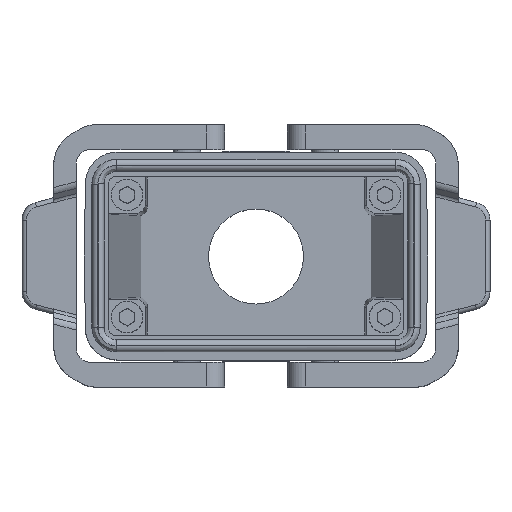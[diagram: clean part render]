
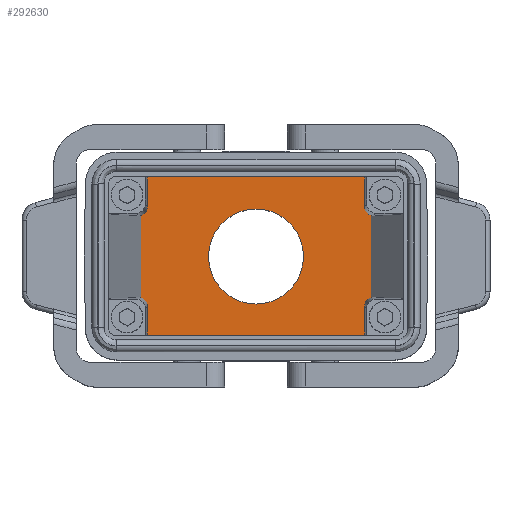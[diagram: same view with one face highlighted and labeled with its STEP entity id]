
A CAD part, top view. The second image highlights one B-rep face of the part: STEP entity #292630.
In plain terms, the highlighted face is planar.
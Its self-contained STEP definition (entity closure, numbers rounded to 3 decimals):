
#19650=CARTESIAN_POINT('',(-52.704,-90.1,
-79.097));
#19660=VERTEX_POINT('',#19650);
#19820=CARTESIAN_POINT('',(-51.269,-90.1,-81.016
));
#19830=VERTEX_POINT('',#19820);
#19860=CARTESIAN_POINT('',(-53.269,-90.1,
-81.016));
#19870=DIRECTION('',(0.,-1.,0.));
#19880=DIRECTION('',(-0.707,0.,
-0.707));
#19890=AXIS2_PLACEMENT_3D('',#19860,#19870,#19880);
#19900=ELLIPSE('',#19890,2.,2.);
#19910=EDGE_CURVE('',#19830,#19660,#19900,.T.);
#20120=CARTESIAN_POINT('',(-3.238,-90.1,
-87.596));
#20130=VERTEX_POINT('',#20120);
#20300=CARTESIAN_POINT('',(-3.238,-90.1,
-81.016));
#20310=VERTEX_POINT('',#20300);
#20340=CARTESIAN_POINT('',(-3.238,-90.1,0.));
#20350=DIRECTION('',(0.,0.,-1.));
#20360=VECTOR('',#20350,1.);
#20370=LINE('',#20340,#20360);
#20380=EDGE_CURVE('',#20310,#20130,#20370,.T.);
#32930=CARTESIAN_POINT('',(-1.803,-90.1,
-79.097));
#32940=VERTEX_POINT('',#32930);
#32970=CARTESIAN_POINT('',(-1.238,-90.1,
-81.016));
#32980=DIRECTION('',(0.,-1.,0.));
#32990=DIRECTION('',(-0.707,0.,
0.707));
#33000=AXIS2_PLACEMENT_3D('',#32970,#32980,#32990);
#33010=ELLIPSE('',#33000,2.,2.);
#33020=EDGE_CURVE('',#32940,#20310,#33010,.T.);
#38840=CARTESIAN_POINT('',(-51.269,-90.1,
-87.596));
#38850=VERTEX_POINT('',#38840);
#38880=CARTESIAN_POINT('',(-51.269,-90.1,0.));
#38890=DIRECTION('',(0.,0.,1.));
#38900=VECTOR('',#38890,1.);
#38910=LINE('',#38880,#38900);
#38920=EDGE_CURVE('',#38850,#19830,#38910,.T.);
#40440=CARTESIAN_POINT('',(-52.704,-90.1,0.));
#40450=DIRECTION('',(0.,0.,-1.));
#40460=VECTOR('',#40450,1.);
#40470=LINE('',#40440,#40460);
#40480=CARTESIAN_POINT('',(-52.704,-90.1,
-60.903));
#40490=VERTEX_POINT('',#40480);
#40500=EDGE_CURVE('',#40490,#19660,#40470,.T.);
#44920=CARTESIAN_POINT('',(-51.269,-90.1,
-52.404));
#44930=VERTEX_POINT('',#44920);
#45010=CARTESIAN_POINT('',(-51.269,-90.1,
-58.984));
#45020=VERTEX_POINT('',#45010);
#45050=CARTESIAN_POINT('',(-51.269,-90.1,0.));
#45060=DIRECTION('',(0.,0.,1.));
#45070=VECTOR('',#45060,1.);
#45080=LINE('',#45050,#45070);
#45090=EDGE_CURVE('',#45020,#44930,#45080,.T.);
#52670=CARTESIAN_POINT('',(-53.269,-90.1,
-58.984));
#52680=DIRECTION('',(0.,-1.,0.));
#52690=DIRECTION('',(0.707,0.,
-0.707));
#52700=AXIS2_PLACEMENT_3D('',#52670,#52680,#52690);
#52710=ELLIPSE('',#52700,2.,2.);
#52720=EDGE_CURVE('',#40490,#45020,#52710,.T.);
#52950=CARTESIAN_POINT('',(-3.238,-90.1,
-58.984));
#52960=VERTEX_POINT('',#52950);
#53040=CARTESIAN_POINT('',(-3.238,-90.1,
-52.404));
#53050=VERTEX_POINT('',#53040);
#53080=CARTESIAN_POINT('',(-3.238,-90.1,0.));
#53090=DIRECTION('',(0.,0.,-1.));
#53100=VECTOR('',#53090,1.);
#53110=LINE('',#53080,#53100);
#53120=EDGE_CURVE('',#53050,#52960,#53110,.T.);
#54370=CARTESIAN_POINT('',(-1.803,-90.1,
-60.903));
#54380=VERTEX_POINT('',#54370);
#54410=CARTESIAN_POINT('',(-1.803,-90.1,0.));
#54420=DIRECTION('',(0.,0.,-1.));
#54430=VECTOR('',#54420,1.);
#54440=LINE('',#54410,#54430);
#54450=EDGE_CURVE('',#54380,#32940,#54440,.T.);
#75060=CARTESIAN_POINT('',(-1.238,-90.1,
-58.984));
#75070=DIRECTION('',(0.,-1.,0.));
#75080=DIRECTION('',(-0.707,0.,
-0.707));
#75090=AXIS2_PLACEMENT_3D('',#75060,#75070,#75080);
#75100=ELLIPSE('',#75090,2.,2.);
#75110=EDGE_CURVE('',#52960,#54380,#75100,.T.);
#271060=CARTESIAN_POINT('',(0.,-90.1,-52.404));
#271070=DIRECTION('',(-1.,0.,0.));
#271080=VECTOR('',#271070,1.);
#271090=LINE('',#271060,#271080);
#271100=EDGE_CURVE('',#53050,#44930,#271090,.T.);
#280800=CARTESIAN_POINT('',(0.,-90.1,-87.596));
#280810=DIRECTION('',(1.,0.,0.));
#280820=VECTOR('',#280810,1.);
#280830=LINE('',#280800,#280820);
#280840=EDGE_CURVE('',#38850,#20130,#280830,.T.);
#290850=CARTESIAN_POINT('',(-37.753,-90.1,-70.));
#290860=VERTEX_POINT('',#290850);
#290940=CARTESIAN_POINT('',(-16.753,-90.1,-70.));
#290950=VERTEX_POINT('',#290940);
#290980=CARTESIAN_POINT('',(-27.253,-90.1,-70.));
#290990=DIRECTION('',(0.,-1.,0.));
#291000=DIRECTION('',(-1.,0.,0.));
#291010=AXIS2_PLACEMENT_3D('',#290980,#290990,#291000);
#291020=CIRCLE('',#291010,10.5);
#291030=EDGE_CURVE('',#290950,#290860,#291020,.T.);
#292390=CARTESIAN_POINT('',(-20.753,-90.1,-70.));
#292400=DIRECTION('',(0.,-1.,0.));
#292410=DIRECTION('',(-1.,0.,0.));
#292420=AXIS2_PLACEMENT_3D('',#292390,#292400,#292410);
#292430=PLANE('',#292420);
#292440=EDGE_CURVE('',#290860,#290950,#291020,.T.);
#292450=ORIENTED_EDGE('',*,*,#292440,.T.);
#292460=ORIENTED_EDGE('',*,*,#291030,.T.);
#292470=EDGE_LOOP('',(#292460,#292450));
#292480=FACE_BOUND('',#292470,.T.);
#292490=ORIENTED_EDGE('',*,*,#271100,.F.);
#292500=ORIENTED_EDGE('',*,*,#45090,.T.);
#292510=ORIENTED_EDGE('',*,*,#52720,.T.);
#292520=ORIENTED_EDGE('',*,*,#40500,.F.);
#292530=ORIENTED_EDGE('',*,*,#19910,.T.);
#292540=ORIENTED_EDGE('',*,*,#38920,.T.);
#292550=ORIENTED_EDGE('',*,*,#280840,.F.);
#292560=ORIENTED_EDGE('',*,*,#20380,.T.);
#292570=ORIENTED_EDGE('',*,*,#33020,.T.);
#292580=ORIENTED_EDGE('',*,*,#54450,.T.);
#292590=ORIENTED_EDGE('',*,*,#75110,.T.);
#292600=ORIENTED_EDGE('',*,*,#53120,.T.);
#292610=EDGE_LOOP('',(#292600,#292590,#292580,#292570,#292560,#292550,
#292540,#292530,#292520,#292510,#292500,#292490));
#292620=FACE_OUTER_BOUND('',#292610,.T.);
#292630=ADVANCED_FACE('',(#292480,#292620),#292430,.F.);
